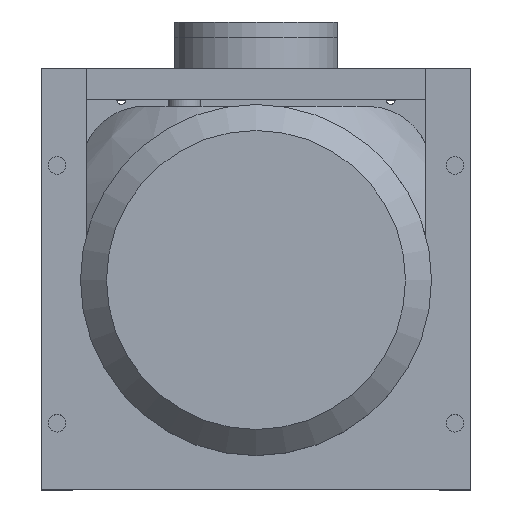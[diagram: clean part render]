
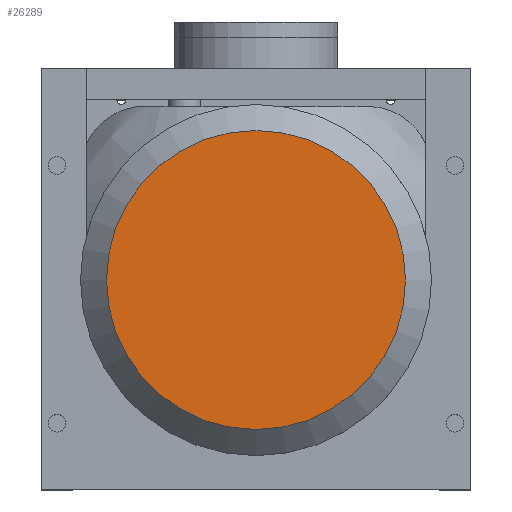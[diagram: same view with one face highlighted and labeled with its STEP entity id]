
A CAD part, top view. The second image highlights one B-rep face of the part: STEP entity #26289.
In plain terms, the highlighted planar face has unit normal (0, 0, 1).
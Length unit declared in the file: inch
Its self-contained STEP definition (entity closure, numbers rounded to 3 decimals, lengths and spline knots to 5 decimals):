
#1338=PLANE('',#28245);
#2547=FACE_OUTER_BOUND('',#4334,.T.);
#4334=EDGE_LOOP('',(#19103));
#11380=CIRCLE('',#28243,2.26378);
#12670=VERTEX_POINT('',#40184);
#15170=EDGE_CURVE('',#12670,#12670,#11380,.T.);
#19103=ORIENTED_EDGE('',*,*,#15170,.F.);
#26289=ADVANCED_FACE('',(#2547),#1338,.T.);
#28243=AXIS2_PLACEMENT_3D('',#40185,#31666,#31667);
#28245=AXIS2_PLACEMENT_3D('',#40189,#31671,#31672);
#31666=DIRECTION('center_axis',(0.,0.,-1.));
#31667=DIRECTION('ref_axis',(1.,0.,0.));
#31671=DIRECTION('center_axis',(0.,0.,1.));
#31672=DIRECTION('ref_axis',(1.,0.,0.));
#40184=CARTESIAN_POINT('',(-2.26378,0.,16.53543));
#40185=CARTESIAN_POINT('Origin',(0.,0.,16.53543));
#40189=CARTESIAN_POINT('Origin',(0.,0.,16.53543));
